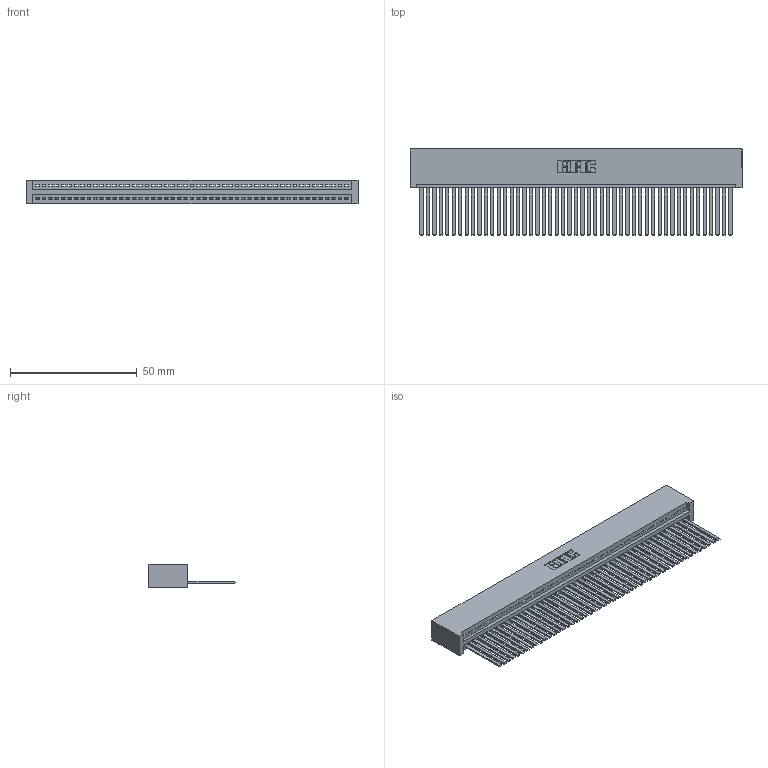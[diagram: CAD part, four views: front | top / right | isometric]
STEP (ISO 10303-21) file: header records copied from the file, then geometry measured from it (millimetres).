
FILE_DESCRIPTION (( 'STEP AP203' ), '1' );
FILE_NAME ('345-049-544-101.STEP', '2018-09-13T08:41:25', ( '' ), ( '' ), 'SwSTEP 2.0', 'SolidWorks 2016', '' );
FILE_SCHEMA (( 'CONFIG_CONTROL_DESIGN' ));
Length unit declared in the file: inch
Products named in the file (3): 345 Part_No Mounting Lugs; 345-292-001_345-293-144; 345-049-544-101
Assembly tree (50 placements, depth 2):
  345-049-544-101
    345 Part_No Mounting Lugs
    345-292-001_345-293-144  x49
Bounding box: 131.06 x 33.96 x 9.4 mm (x, y, z)
Volume: 13657.8 mm3; surface area: 20138.9 mm2
Topology: 50 solids, 50 shells, 2666 faces, 8059 edges, 5306 vertices
Faces by surface type: plane 1840, cylinder 826
Entity records: 35475 total; most frequent: CARTESIAN_POINT 6151, ORIENTED_EDGE 6134, DIRECTION 5353, EDGE_CURVE 3067, VECTOR 2751, LINE 2751, VERTEX_POINT 2042, AXIS2_PLACEMENT_3D 1301
